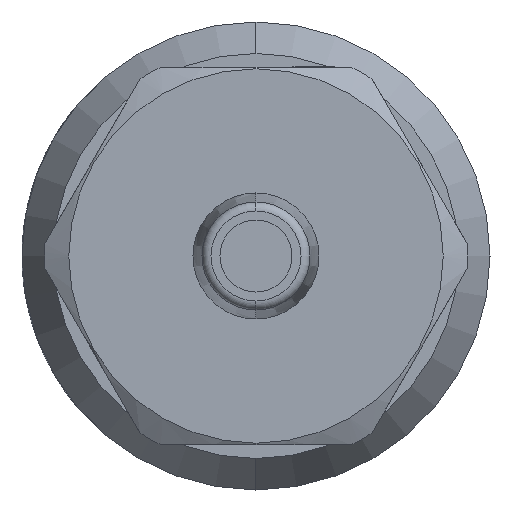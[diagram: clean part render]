
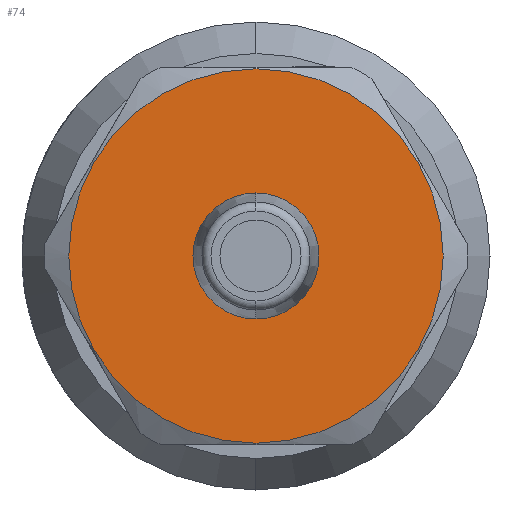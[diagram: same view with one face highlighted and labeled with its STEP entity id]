
A CAD part, left-side view. The second image highlights one B-rep face of the part: STEP entity #74.
In plain terms, the highlighted planar face has unit normal (-1, 0, 0).
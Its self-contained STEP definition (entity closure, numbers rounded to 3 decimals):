
#74 = ADVANCED_FACE ( 'NONE', ( #2395, #2397 ), #2398, .T. ) ;
#148 = EDGE_CURVE ( 'NONE', #1001, #1063, #3378, .T. ) ;
#158 = EDGE_CURVE ( 'NONE', #3155, #1129, #3348, .T. ) ;
#377 = EDGE_CURVE ( 'NONE', #1129, #3155, #3222, .T. ) ;
#379 = EDGE_CURVE ( 'NONE', #1063, #1001, #3173, .T. ) ;
#571 = CARTESIAN_POINT ( 'NONE',  ( -55., 0., 0. ) ) ;
#572 = DIRECTION ( 'NONE',  ( -1., 0., 0. ) ) ;
#573 = DIRECTION ( 'NONE',  ( 0., 0., -1. ) ) ;
#1001 = VERTEX_POINT ( 'NONE', #4528 ) ;
#1063 = VERTEX_POINT ( 'NONE', #4590 ) ;
#1129 = VERTEX_POINT ( 'NONE', #4656 ) ;
#1908 = CARTESIAN_POINT ( 'NONE',  ( -55., 0., 0. ) ) ;
#1909 = DIRECTION ( 'NONE',  ( -1., 0., 0. ) ) ;
#1910 = DIRECTION ( 'NONE',  ( 0., 0., -1. ) ) ;
#1926 = ORIENTED_EDGE ( 'NONE', *, *, #148, .F. ) ;
#2026 = ORIENTED_EDGE ( 'NONE', *, *, #158, .T. ) ;
#2029 = ORIENTED_EDGE ( 'NONE', *, *, #379, .F. ) ;
#2035 = ORIENTED_EDGE ( 'NONE', *, *, #377, .T. ) ;
#2394 = CARTESIAN_POINT ( 'NONE',  ( -55., -3.5, 0. ) ) ;
#2395 = FACE_OUTER_BOUND ( 'NONE', #3270, .T. ) ;
#2397 = FACE_BOUND ( 'NONE', #2994, .T. ) ;
#2398 = PLANE ( 'NONE',  #3660 ) ;
#2400 = DIRECTION ( 'NONE',  ( -1., 0., 0. ) ) ;
#2401 = DIRECTION ( 'NONE',  ( 0., 0., -1. ) ) ;
#2538 = CARTESIAN_POINT ( 'NONE',  ( -55., 0., 0. ) ) ;
#2539 = DIRECTION ( 'NONE',  ( -1., 0., 0. ) ) ;
#2540 = DIRECTION ( 'NONE',  ( 0., 0., -1. ) ) ;
#2544 = CARTESIAN_POINT ( 'NONE',  ( -55., 0., 0. ) ) ;
#2545 = DIRECTION ( 'NONE',  ( -1., 0., 0. ) ) ;
#2546 = DIRECTION ( 'NONE',  ( 0., 0., -1. ) ) ;
#2994 = EDGE_LOOP ( 'NONE', ( #2029, #1926 ) ) ;
#3155 = VERTEX_POINT ( 'NONE', #4712 ) ;
#3173 = CIRCLE ( 'NONE', #3243, 3.5 ) ;
#3215 = AXIS2_PLACEMENT_3D ( 'NONE', #2538, #2539, #2540 ) ;
#3222 = CIRCLE ( 'NONE', #3215, 10.4 ) ;
#3243 = AXIS2_PLACEMENT_3D ( 'NONE', #2544, #2545, #2546 ) ;
#3270 = EDGE_LOOP ( 'NONE', ( #2035, #2026 ) ) ;
#3348 = CIRCLE ( 'NONE', #3374, 10.4 ) ;
#3374 = AXIS2_PLACEMENT_3D ( 'NONE', #571, #572, #573 ) ;
#3378 = CIRCLE ( 'NONE', #3392, 3.5 ) ;
#3392 = AXIS2_PLACEMENT_3D ( 'NONE', #1908, #1909, #1910 ) ;
#3660 = AXIS2_PLACEMENT_3D ( 'NONE', #2394, #2400, #2401 ) ;
#4528 = CARTESIAN_POINT ( 'NONE',  ( -55., 0., 3.5 ) ) ;
#4590 = CARTESIAN_POINT ( 'NONE',  ( -55., 0., -3.5 ) ) ;
#4656 = CARTESIAN_POINT ( 'NONE',  ( -55., 0., 10.4 ) ) ;
#4712 = CARTESIAN_POINT ( 'NONE',  ( -55., 0., -10.4 ) ) ;
